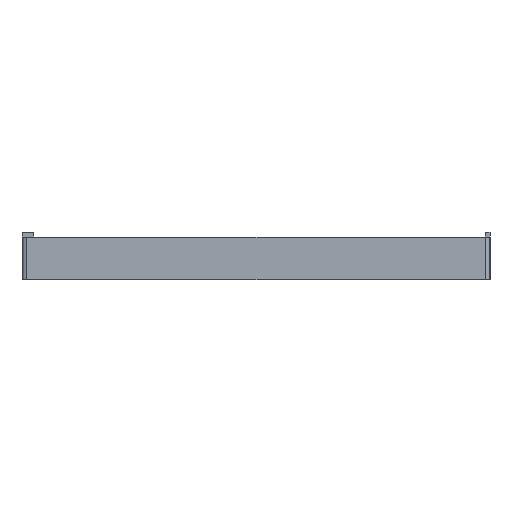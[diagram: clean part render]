
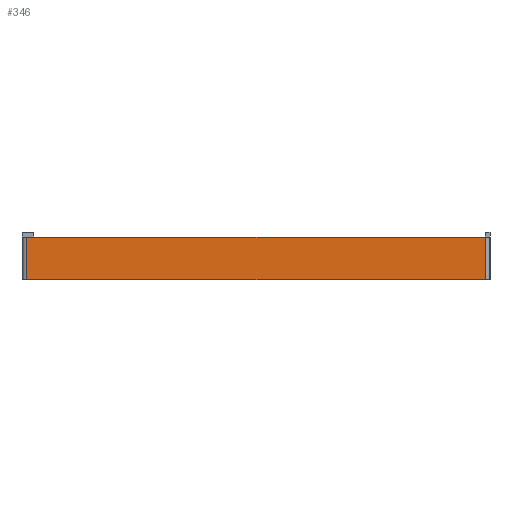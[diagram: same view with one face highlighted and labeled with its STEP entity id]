
A CAD part, left-side view. The second image highlights one B-rep face of the part: STEP entity #346.
In plain terms, the highlighted planar face has unit normal (-1, 0, 0).
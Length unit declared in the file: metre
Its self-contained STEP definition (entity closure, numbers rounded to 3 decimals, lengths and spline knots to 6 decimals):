
#346 = ADVANCED_FACE( '', ( #820 ), #821, .T. );
#820 = FACE_OUTER_BOUND( '', #1459, .T. );
#821 = PLANE( '', #1460 );
#1459 = EDGE_LOOP( '', ( #2465, #2466, #2467, #2468 ) );
#1460 = AXIS2_PLACEMENT_3D( '', #2469, #2470, #2471 );
#2465 = ORIENTED_EDGE( '', *, *, #3983, .T. );
#2466 = ORIENTED_EDGE( '', *, *, #3783, .T. );
#2467 = ORIENTED_EDGE( '', *, *, #3907, .T. );
#2468 = ORIENTED_EDGE( '', *, *, #3984, .F. );
#2469 = CARTESIAN_POINT( '', ( -0.162285, 0.049743, 0.663286 ) );
#2470 = DIRECTION( '', ( -1., 0., 0. ) );
#2471 = DIRECTION( '', ( 0., 0., -1. ) );
#3783 = EDGE_CURVE( '', #4598, #4596, #4599, .T. );
#3907 = EDGE_CURVE( '', #4596, #4805, #4807, .T. );
#3983 = EDGE_CURVE( '', #4921, #4598, #4922, .T. );
#3984 = EDGE_CURVE( '', #4921, #4805, #4923, .T. );
#4596 = VERTEX_POINT( '', #5736 );
#4598 = VERTEX_POINT( '', #5738 );
#4599 = LINE( '', #5739, #5740 );
#4805 = VERTEX_POINT( '', #6023 );
#4807 = LINE( '', #6025, #6026 );
#4921 = VERTEX_POINT( '', #6174 );
#4922 = LINE( '', #6175, #6176 );
#4923 = LINE( '', #6177, #6178 );
#5736 = CARTESIAN_POINT( '', ( -0.162285, 0.099485, -0.02567 ) );
#5738 = CARTESIAN_POINT( '', ( -0.162285, 0.099485, -0.0072 ) );
#5739 = CARTESIAN_POINT( '', ( -0.162285, 0.099485, 0.663286 ) );
#5740 = VECTOR( '', #7048, 1. );
#6023 = CARTESIAN_POINT( '', ( -0.162285, -0.099485, -0.02567 ) );
#6025 = CARTESIAN_POINT( '', ( -0.162285, 0.049743, -0.02567 ) );
#6026 = VECTOR( '', #7195, 1. );
#6174 = CARTESIAN_POINT( '', ( -0.162285, -0.099485, -0.0072 ) );
#6175 = CARTESIAN_POINT( '', ( -0.162285, 0.049743, -0.0072 ) );
#6176 = VECTOR( '', #7293, 1. );
#6177 = CARTESIAN_POINT( '', ( -0.162285, -0.099485, 0.663286 ) );
#6178 = VECTOR( '', #7294, 1. );
#7048 = DIRECTION( '', ( 0., 0., -1. ) );
#7195 = DIRECTION( '', ( 0., -1., 0. ) );
#7293 = DIRECTION( '', ( 0., 1., 0. ) );
#7294 = DIRECTION( '', ( 0., 0., -1. ) );
